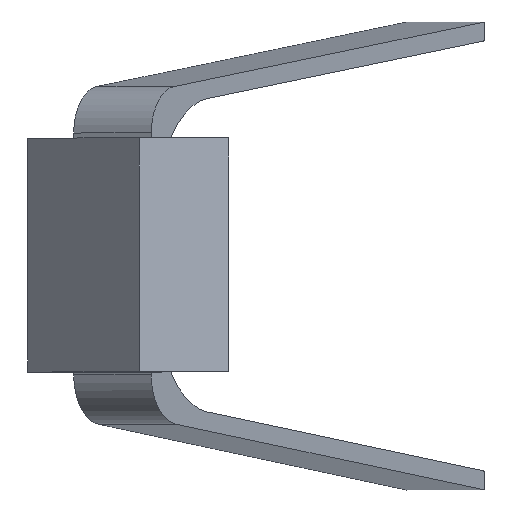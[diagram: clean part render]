
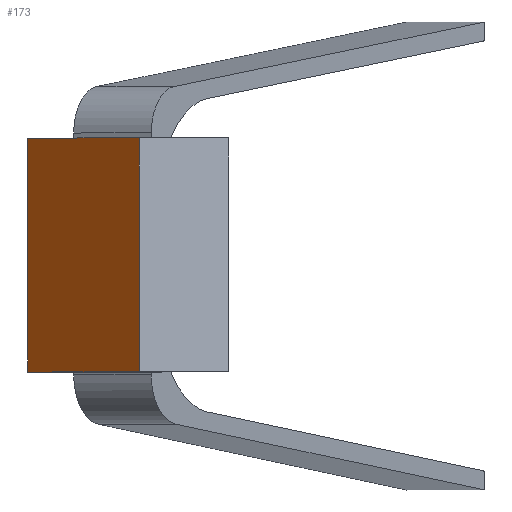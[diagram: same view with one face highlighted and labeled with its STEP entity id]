
A CAD part, top view. The second image highlights one B-rep face of the part: STEP entity #173.
In plain terms, the highlighted planar face has unit normal (-0.726, 0, 0.688).
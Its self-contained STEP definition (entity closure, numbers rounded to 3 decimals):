
#11 = EDGE_LOOP ( 'NONE', ( #45, #405, #140, #77 ) ) ;
#28 = VECTOR ( 'NONE', #580, 1000. ) ;
#45 = ORIENTED_EDGE ( 'NONE', *, *, #107, .F. ) ;
#46 = CARTESIAN_POINT ( 'NONE',  ( -302.133, 25., -600.017 ) ) ;
#60 = EDGE_CURVE ( 'NONE', #618, #301, #431, .T. ) ;
#77 = ORIENTED_EDGE ( 'NONE', *, *, #180, .F. ) ;
#78 = CARTESIAN_POINT ( 'NONE',  ( -314.042, 0., -612.579 ) ) ;
#91 = VECTOR ( 'NONE', #464, 1000. ) ;
#105 = CARTESIAN_POINT ( 'NONE',  ( -302.133, -25., -600.017 ) ) ;
#106 = DIRECTION ( 'NONE',  ( -0.688, 0., -0.726 ) ) ;
#107 = EDGE_CURVE ( 'NONE', #618, #519, #596, .T. ) ;
#109 = PLANE ( 'NONE',  #296 ) ;
#124 = FACE_OUTER_BOUND ( 'NONE', #11, .T. ) ;
#140 = ORIENTED_EDGE ( 'NONE', *, *, #341, .T. ) ;
#160 = CARTESIAN_POINT ( 'NONE',  ( -290.225, -25., -587.456 ) ) ;
#173 = ADVANCED_FACE ( 'NONE', ( #124 ), #109, .T. ) ;
#180 = EDGE_CURVE ( 'NONE', #519, #261, #310, .T. ) ;
#188 = CARTESIAN_POINT ( 'NONE',  ( -290.225, 25., -587.456 ) ) ;
#236 = VECTOR ( 'NONE', #106, 1000. ) ;
#237 = CARTESIAN_POINT ( 'NONE',  ( -314.042, 25., -612.579 ) ) ;
#261 = VERTEX_POINT ( 'NONE', #237 ) ;
#296 = AXIS2_PLACEMENT_3D ( 'NONE', #593, #322, #306 ) ;
#301 = VERTEX_POINT ( 'NONE', #188 ) ;
#306 = DIRECTION ( 'NONE',  ( 0., 1., 0. ) ) ;
#310 = LINE ( 'NONE', #78, #91 ) ;
#322 = DIRECTION ( 'NONE',  ( -0.726, 0., 0.688 ) ) ;
#341 = EDGE_CURVE ( 'NONE', #301, #261, #587, .T. ) ;
#345 = CARTESIAN_POINT ( 'NONE',  ( -290.225, 0., -587.456 ) ) ;
#405 = ORIENTED_EDGE ( 'NONE', *, *, #60, .T. ) ;
#431 = LINE ( 'NONE', #345, #28 ) ;
#464 = DIRECTION ( 'NONE',  ( 0., 1., 0. ) ) ;
#465 = VECTOR ( 'NONE', #558, 1000. ) ;
#519 = VERTEX_POINT ( 'NONE', #531 ) ;
#531 = CARTESIAN_POINT ( 'NONE',  ( -314.042, -25., -612.579 ) ) ;
#558 = DIRECTION ( 'NONE',  ( -0.688, 0., -0.726 ) ) ;
#580 = DIRECTION ( 'NONE',  ( 0., 1., 0. ) ) ;
#587 = LINE ( 'NONE', #46, #236 ) ;
#593 = CARTESIAN_POINT ( 'NONE',  ( -290.225, -25., -587.456 ) ) ;
#596 = LINE ( 'NONE', #105, #465 ) ;
#618 = VERTEX_POINT ( 'NONE', #160 ) ;
